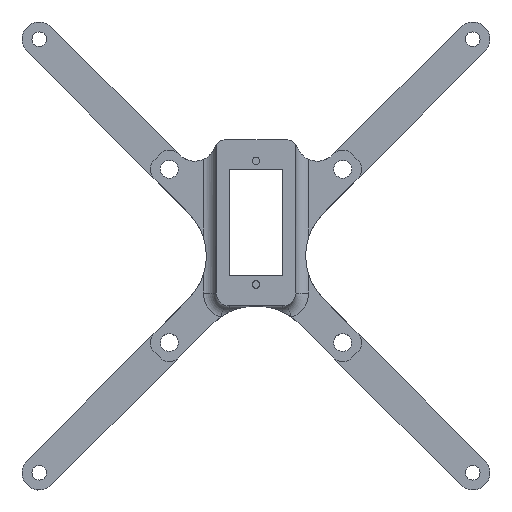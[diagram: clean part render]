
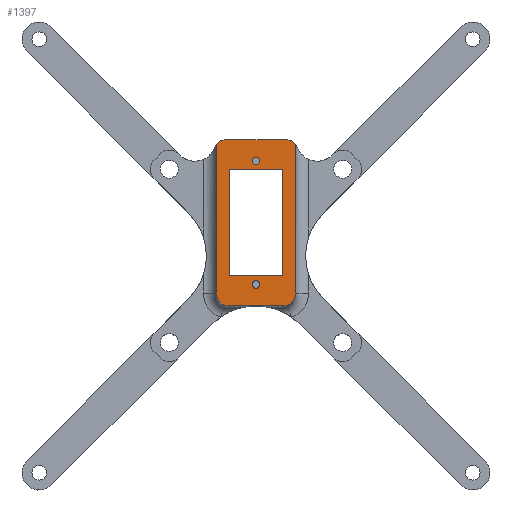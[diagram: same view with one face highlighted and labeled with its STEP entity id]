
A CAD part, top view. The second image highlights one B-rep face of the part: STEP entity #1397.
In plain terms, the highlighted planar face has unit normal (0, 0, 1).
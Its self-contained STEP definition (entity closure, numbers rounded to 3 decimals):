
#18=FACE_BOUND('',#260,.T.);
#19=FACE_BOUND('',#261,.T.);
#20=FACE_BOUND('',#262,.T.);
#94=CIRCLE('',#1487,3.);
#115=CIRCLE('',#1517,3.);
#116=CIRCLE('',#1519,3.);
#117=CIRCLE('',#1520,3.);
#118=CIRCLE('',#1521,0.9);
#119=CIRCLE('',#1522,0.9);
#181=FACE_OUTER_BOUND('',#259,.T.);
#259=EDGE_LOOP('',(#1031,#1032,#1033,#1034,#1035,#1036,#1037,#1038));
#260=EDGE_LOOP('',(#1039,#1040,#1041,#1042));
#261=EDGE_LOOP('',(#1043));
#262=EDGE_LOOP('',(#1044));
#343=LINE('',#2082,#465);
#355=LINE('',#2191,#477);
#371=LINE('',#2300,#493);
#372=LINE('',#2304,#494);
#373=LINE('',#2307,#495);
#374=LINE('',#2309,#496);
#375=LINE('',#2311,#497);
#376=LINE('',#2312,#498);
#465=VECTOR('',#1646,10.);
#477=VECTOR('',#1690,10.);
#493=VECTOR('',#1766,10.);
#494=VECTOR('',#1769,10.);
#495=VECTOR('',#1772,10.);
#496=VECTOR('',#1773,10.);
#497=VECTOR('',#1774,10.);
#498=VECTOR('',#1775,10.);
#586=VERTEX_POINT('',#2079);
#587=VERTEX_POINT('',#2081);
#606=VERTEX_POINT('',#2183);
#607=VERTEX_POINT('',#2185);
#608=VERTEX_POINT('',#2189);
#638=VERTEX_POINT('',#2294);
#639=VERTEX_POINT('',#2296);
#640=VERTEX_POINT('',#2301);
#641=VERTEX_POINT('',#2303);
#642=VERTEX_POINT('',#2305);
#643=VERTEX_POINT('',#2308);
#644=VERTEX_POINT('',#2310);
#645=VERTEX_POINT('',#2313);
#646=VERTEX_POINT('',#2315);
#727=EDGE_CURVE('',#587,#586,#343,.T.);
#752=EDGE_CURVE('',#606,#607,#94,.T.);
#755=EDGE_CURVE('',#606,#608,#355,.T.);
#793=EDGE_CURVE('',#638,#639,#115,.T.);
#795=EDGE_CURVE('',#638,#607,#371,.T.);
#796=EDGE_CURVE('',#640,#608,#116,.T.);
#797=EDGE_CURVE('',#640,#641,#372,.T.);
#798=EDGE_CURVE('',#642,#641,#117,.T.);
#799=EDGE_CURVE('',#642,#639,#373,.T.);
#800=EDGE_CURVE('',#586,#643,#374,.T.);
#801=EDGE_CURVE('',#643,#644,#375,.T.);
#802=EDGE_CURVE('',#644,#587,#376,.T.);
#803=EDGE_CURVE('',#645,#645,#118,.T.);
#804=EDGE_CURVE('',#646,#646,#119,.T.);
#1031=ORIENTED_EDGE('',*,*,#793,.F.);
#1032=ORIENTED_EDGE('',*,*,#795,.T.);
#1033=ORIENTED_EDGE('',*,*,#752,.F.);
#1034=ORIENTED_EDGE('',*,*,#755,.T.);
#1035=ORIENTED_EDGE('',*,*,#796,.F.);
#1036=ORIENTED_EDGE('',*,*,#797,.T.);
#1037=ORIENTED_EDGE('',*,*,#798,.F.);
#1038=ORIENTED_EDGE('',*,*,#799,.T.);
#1039=ORIENTED_EDGE('',*,*,#727,.T.);
#1040=ORIENTED_EDGE('',*,*,#800,.T.);
#1041=ORIENTED_EDGE('',*,*,#801,.T.);
#1042=ORIENTED_EDGE('',*,*,#802,.T.);
#1043=ORIENTED_EDGE('',*,*,#803,.T.);
#1044=ORIENTED_EDGE('',*,*,#804,.T.);
#1351=PLANE('',#1518);
#1397=ADVANCED_FACE('',(#181,#18,#19,#20),#1351,.T.);
#1487=AXIS2_PLACEMENT_3D('',#2186,#1684,#1685);
#1517=AXIS2_PLACEMENT_3D('',#2297,#1761,#1762);
#1518=AXIS2_PLACEMENT_3D('',#2299,#1764,#1765);
#1519=AXIS2_PLACEMENT_3D('',#2302,#1767,#1768);
#1520=AXIS2_PLACEMENT_3D('',#2306,#1770,#1771);
#1521=AXIS2_PLACEMENT_3D('',#2314,#1776,#1777);
#1522=AXIS2_PLACEMENT_3D('',#2316,#1778,#1779);
#1646=DIRECTION('',(-1.,0.,0.));
#1684=DIRECTION('center_axis',(0.,0.,-1.));
#1685=DIRECTION('ref_axis',(0.707,-0.707,0.));
#1690=DIRECTION('',(0.,1.,0.));
#1761=DIRECTION('center_axis',(0.,0.,-1.));
#1762=DIRECTION('ref_axis',(-0.707,-0.707,0.));
#1764=DIRECTION('center_axis',(0.,0.,1.));
#1765=DIRECTION('ref_axis',(1.,0.,0.));
#1766=DIRECTION('',(1.,0.,0.));
#1767=DIRECTION('center_axis',(0.,0.,-1.));
#1768=DIRECTION('ref_axis',(0.557,0.83,0.));
#1769=DIRECTION('',(-1.,0.,0.));
#1770=DIRECTION('center_axis',(0.,0.,-1.));
#1771=DIRECTION('ref_axis',(-0.557,0.83,0.));
#1772=DIRECTION('',(0.,-1.,0.));
#1773=DIRECTION('',(0.,1.,0.));
#1774=DIRECTION('',(1.,0.,0.));
#1775=DIRECTION('',(0.,-1.,0.));
#1776=DIRECTION('center_axis',(0.,0.,-1.));
#1777=DIRECTION('ref_axis',(1.,0.,0.));
#1778=DIRECTION('center_axis',(0.,0.,-1.));
#1779=DIRECTION('ref_axis',(1.,0.,0.));
#2079=CARTESIAN_POINT('',(43.85,45.4,17.2));
#2081=CARTESIAN_POINT('',(56.15,45.4,17.2));
#2082=CARTESIAN_POINT('',(43.85,45.4,17.2));
#2183=CARTESIAN_POINT('',(59.15,41.45,17.2));
#2185=CARTESIAN_POINT('',(56.15,38.45,17.2));
#2186=CARTESIAN_POINT('Origin',(56.15,41.45,17.2));
#2189=CARTESIAN_POINT('',(59.15,75.643,17.2));
#2191=CARTESIAN_POINT('',(59.15,38.45,17.2));
#2294=CARTESIAN_POINT('',(43.85,38.45,17.2));
#2296=CARTESIAN_POINT('',(40.85,41.45,17.2));
#2297=CARTESIAN_POINT('Origin',(43.85,41.45,17.2));
#2299=CARTESIAN_POINT('Origin',(50.,57.65,17.2));
#2300=CARTESIAN_POINT('',(40.85,38.45,17.2));
#2301=CARTESIAN_POINT('',(56.745,76.85,17.2));
#2302=CARTESIAN_POINT('Origin',(56.745,73.85,17.2));
#2303=CARTESIAN_POINT('',(43.255,76.85,17.2));
#2304=CARTESIAN_POINT('',(59.15,76.85,17.2));
#2305=CARTESIAN_POINT('',(40.85,75.643,17.2));
#2306=CARTESIAN_POINT('Origin',(43.255,73.85,17.2));
#2307=CARTESIAN_POINT('',(40.85,76.85,17.2));
#2308=CARTESIAN_POINT('',(43.85,69.9,17.2));
#2309=CARTESIAN_POINT('',(43.85,73.85,17.2));
#2310=CARTESIAN_POINT('',(56.15,69.9,17.2));
#2311=CARTESIAN_POINT('',(43.85,69.9,17.2));
#2312=CARTESIAN_POINT('',(56.15,41.45,17.2));
#2313=CARTESIAN_POINT('',(49.1,43.4,17.2));
#2314=CARTESIAN_POINT('Origin',(50.,43.4,17.2));
#2315=CARTESIAN_POINT('',(49.1,71.9,17.2));
#2316=CARTESIAN_POINT('Origin',(50.,71.9,17.2));
